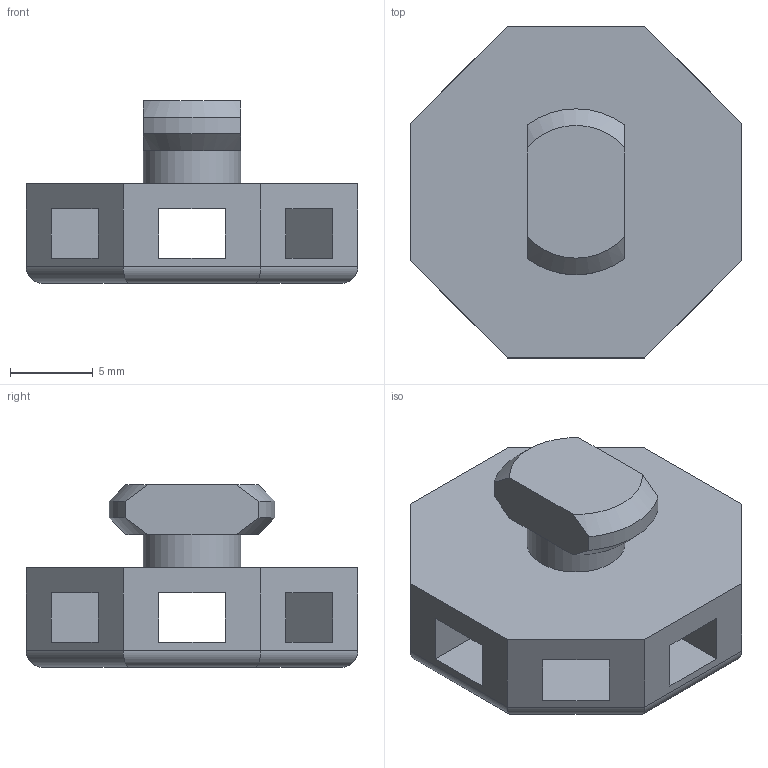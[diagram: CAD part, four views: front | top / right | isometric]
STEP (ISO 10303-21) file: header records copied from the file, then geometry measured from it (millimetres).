
FILE_DESCRIPTION(/* description */ ('Alibre Inc.'),/* implementation_level */ '2;1');
FILE_NAME(/* name */ 'export0',/* time_stamp */ '2015-07-11T13:43:35+12:00',/* author */ (''),/* organization */ (''),/* preprocessor_version */ 'ST-DEVELOPER v14',/* originating_system */ 'Alibre',/* authorisation */ '');
FILE_SCHEMA (('CONFIG_CONTROL_DESIGN'));
Length unit declared in the file: centimetre
Products named in the file (1): ID_1
Bounding box: 20 x 20 x 11 mm (x, y, z)
Volume: 1393 mm3; surface area: 1781.4 mm2
Topology: 1 solids, 1 shells, 49 faces, 145 edges, 93 vertices
Faces by surface type: plane 33, cylinder 12, cone 4
Full cylindrical faces by diameter (mm): 5.9 x1, 7.2 x1
Entity records: 1568 total; most frequent: ORIENTED_EDGE 286, CARTESIAN_POINT 274, DIRECTION 192, EDGE_CURVE 143, VECTOR 98, LINE 98, VERTEX_POINT 93, EDGE_LOOP 62
